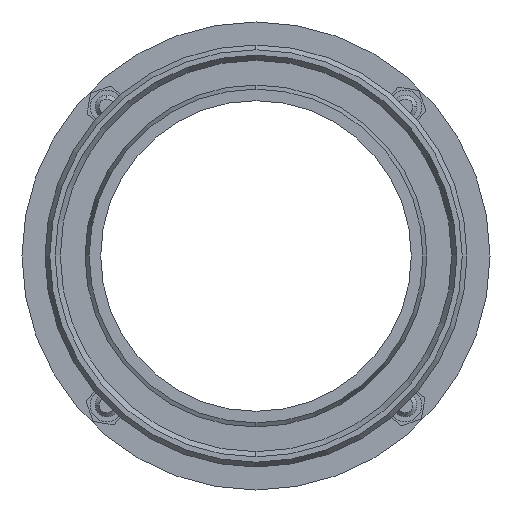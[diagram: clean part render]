
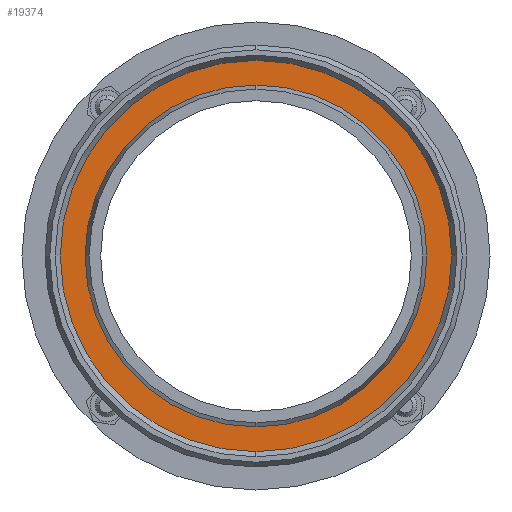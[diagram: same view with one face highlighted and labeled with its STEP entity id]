
A CAD part, left-side view. The second image highlights one B-rep face of the part: STEP entity #19374.
In plain terms, the highlighted planar face has unit normal (-1, 0, 0).
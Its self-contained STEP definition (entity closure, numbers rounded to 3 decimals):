
#3054 = VERTEX_POINT ( 'NONE', #43342 ) ;
#4945 = CARTESIAN_POINT ( 'NONE',  ( -88., 0., 0. ) ) ;
#5587 = DIRECTION ( 'NONE',  ( 0., 0., 1. ) ) ;
#7353 = CIRCLE ( 'NONE', #14429, 43.1 ) ;
#8615 = AXIS2_PLACEMENT_3D ( 'NONE', #50353, #31712, #40886 ) ;
#10966 = DIRECTION ( 'NONE',  ( 1., 0., 0. ) ) ;
#11428 = EDGE_CURVE ( 'NONE', #62457, #48288, #21640, .T. ) ;
#12100 = EDGE_CURVE ( 'NONE', #35395, #3054, #35855, .T. ) ;
#12609 = EDGE_LOOP ( 'NONE', ( #18225, #51459 ) ) ;
#14429 = AXIS2_PLACEMENT_3D ( 'NONE', #48539, #56877, #34957 ) ;
#18136 = ORIENTED_EDGE ( 'NONE', *, *, #12100, .T. ) ;
#18225 = ORIENTED_EDGE ( 'NONE', *, *, #11428, .F. ) ;
#19374 = ADVANCED_FACE ( 'NONE', ( #21378, #30537 ), #53922, .F. ) ;
#20148 = CARTESIAN_POINT ( 'NONE',  ( -88., 0., 43.1 ) ) ;
#21378 = FACE_BOUND ( 'NONE', #12609, .T. ) ;
#21640 = CIRCLE ( 'NONE', #57936, 43.1 ) ;
#22022 = CIRCLE ( 'NONE', #28072, 52.35 ) ;
#24518 = DIRECTION ( 'NONE',  ( 0., 0., 1. ) ) ;
#24700 = ORIENTED_EDGE ( 'NONE', *, *, #59883, .T. ) ;
#28072 = AXIS2_PLACEMENT_3D ( 'NONE', #4945, #43481, #24518 ) ;
#29295 = CARTESIAN_POINT ( 'NONE',  ( -88., 0., 0. ) ) ;
#29951 = EDGE_CURVE ( 'NONE', #48288, #62457, #7353, .T. ) ;
#30537 = FACE_OUTER_BOUND ( 'NONE', #57241, .T. ) ;
#30836 = CARTESIAN_POINT ( 'NONE',  ( -88., 0., -43.1 ) ) ;
#31712 = DIRECTION ( 'NONE',  ( -1., 0., 0. ) ) ;
#34677 = CARTESIAN_POINT ( 'NONE',  ( -88., 52.35, 0. ) ) ;
#34957 = DIRECTION ( 'NONE',  ( 0., 0., 1. ) ) ;
#35395 = VERTEX_POINT ( 'NONE', #40145 ) ;
#35855 = CIRCLE ( 'NONE', #8615, 52.35 ) ;
#40145 = CARTESIAN_POINT ( 'NONE',  ( -88., 0., 52.35 ) ) ;
#40886 = DIRECTION ( 'NONE',  ( 0., 0., 1. ) ) ;
#42116 = AXIS2_PLACEMENT_3D ( 'NONE', #34677, #10966, #54545 ) ;
#43342 = CARTESIAN_POINT ( 'NONE',  ( -88., 0., -52.35 ) ) ;
#43481 = DIRECTION ( 'NONE',  ( -1., 0., 0. ) ) ;
#48288 = VERTEX_POINT ( 'NONE', #30836 ) ;
#48539 = CARTESIAN_POINT ( 'NONE',  ( -88., 0., 0. ) ) ;
#48555 = DIRECTION ( 'NONE',  ( -1., 0., 0. ) ) ;
#50353 = CARTESIAN_POINT ( 'NONE',  ( -88., 0., 0. ) ) ;
#51459 = ORIENTED_EDGE ( 'NONE', *, *, #29951, .F. ) ;
#53922 = PLANE ( 'NONE',  #42116 ) ;
#54545 = DIRECTION ( 'NONE',  ( 0., 0., -1. ) ) ;
#56877 = DIRECTION ( 'NONE',  ( -1., 0., 0. ) ) ;
#57241 = EDGE_LOOP ( 'NONE', ( #18136, #24700 ) ) ;
#57936 = AXIS2_PLACEMENT_3D ( 'NONE', #29295, #48555, #5587 ) ;
#59883 = EDGE_CURVE ( 'NONE', #3054, #35395, #22022, .T. ) ;
#62457 = VERTEX_POINT ( 'NONE', #20148 ) ;
